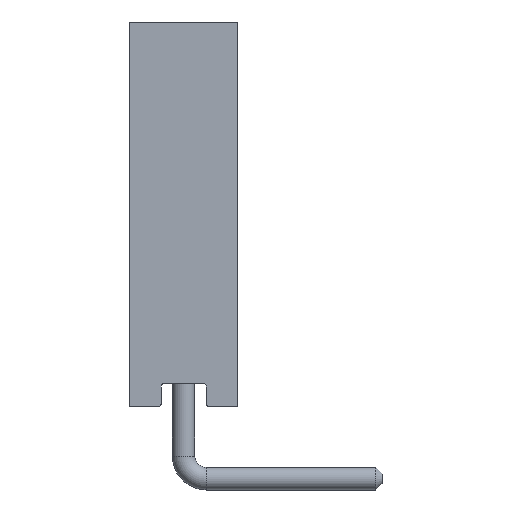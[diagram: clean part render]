
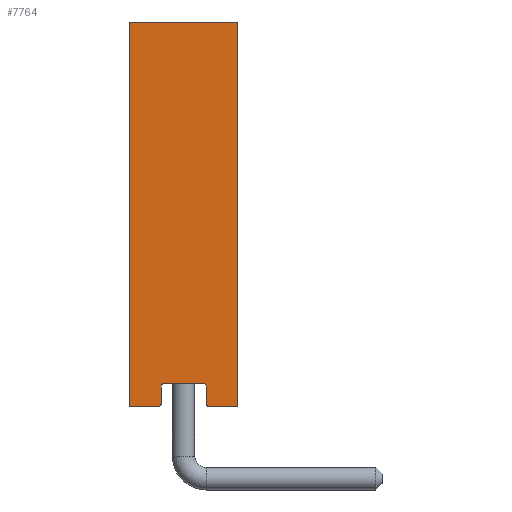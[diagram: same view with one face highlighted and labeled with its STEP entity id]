
A CAD part, left-side view. The second image highlights one B-rep face of the part: STEP entity #7764.
In plain terms, the highlighted planar face has unit normal (-1, 0, 0).
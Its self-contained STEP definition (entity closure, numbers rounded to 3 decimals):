
#419=PLANE('',#8318);
#816=FACE_OUTER_BOUND('',#1320,.T.);
#1320=EDGE_LOOP('',(#5392,#5393,#5394,#5395,#5396,#5397,#5398,#5399,#5400,
#5401,#5402,#5403));
#1848=LINE('',#11952,#2487);
#1851=LINE('',#11958,#2490);
#1852=LINE('',#11962,#2491);
#1853=LINE('',#11966,#2492);
#1854=LINE('',#11970,#2493);
#1855=LINE('',#11972,#2494);
#1856=LINE('',#11974,#2495);
#1857=LINE('',#11975,#2496);
#2487=VECTOR('',#9312,10.);
#2490=VECTOR('',#9317,10.);
#2491=VECTOR('',#9320,10.);
#2492=VECTOR('',#9323,10.);
#2493=VECTOR('',#9326,10.);
#2494=VECTOR('',#9327,10.);
#2495=VECTOR('',#9328,10.);
#2496=VECTOR('',#9329,10.);
#3107=CIRCLE('',#8315,0.05);
#3109=CIRCLE('',#8319,0.05);
#3110=CIRCLE('',#8320,0.05);
#3111=CIRCLE('',#8321,0.05);
#3423=VERTEX_POINT('',#11942);
#3424=VERTEX_POINT('',#11943);
#3427=VERTEX_POINT('',#11951);
#3429=VERTEX_POINT('',#11957);
#3430=VERTEX_POINT('',#11959);
#3431=VERTEX_POINT('',#11961);
#3432=VERTEX_POINT('',#11963);
#3433=VERTEX_POINT('',#11965);
#3434=VERTEX_POINT('',#11967);
#3435=VERTEX_POINT('',#11969);
#3436=VERTEX_POINT('',#11971);
#3437=VERTEX_POINT('',#11973);
#4161=EDGE_CURVE('',#3423,#3424,#3107,.T.);
#4165=EDGE_CURVE('',#3424,#3427,#1848,.T.);
#4168=EDGE_CURVE('',#3423,#3429,#1851,.T.);
#4169=EDGE_CURVE('',#3430,#3429,#3109,.T.);
#4170=EDGE_CURVE('',#3430,#3431,#1852,.T.);
#4171=EDGE_CURVE('',#3432,#3431,#3110,.T.);
#4172=EDGE_CURVE('',#3432,#3433,#1853,.T.);
#4173=EDGE_CURVE('',#3434,#3433,#3111,.T.);
#4174=EDGE_CURVE('',#3435,#3434,#1854,.T.);
#4175=EDGE_CURVE('',#3435,#3436,#1855,.T.);
#4176=EDGE_CURVE('',#3437,#3436,#1856,.T.);
#4177=EDGE_CURVE('',#3427,#3437,#1857,.T.);
#5392=ORIENTED_EDGE('',*,*,#4161,.F.);
#5393=ORIENTED_EDGE('',*,*,#4168,.T.);
#5394=ORIENTED_EDGE('',*,*,#4169,.F.);
#5395=ORIENTED_EDGE('',*,*,#4170,.T.);
#5396=ORIENTED_EDGE('',*,*,#4171,.F.);
#5397=ORIENTED_EDGE('',*,*,#4172,.T.);
#5398=ORIENTED_EDGE('',*,*,#4173,.F.);
#5399=ORIENTED_EDGE('',*,*,#4174,.F.);
#5400=ORIENTED_EDGE('',*,*,#4175,.T.);
#5401=ORIENTED_EDGE('',*,*,#4176,.F.);
#5402=ORIENTED_EDGE('',*,*,#4177,.F.);
#5403=ORIENTED_EDGE('',*,*,#4165,.F.);
#7764=ADVANCED_FACE('',(#816),#419,.T.);
#8315=AXIS2_PLACEMENT_3D('',#11944,#9304,#9305);
#8318=AXIS2_PLACEMENT_3D('',#11956,#9315,#9316);
#8319=AXIS2_PLACEMENT_3D('',#11960,#9318,#9319);
#8320=AXIS2_PLACEMENT_3D('',#11964,#9321,#9322);
#8321=AXIS2_PLACEMENT_3D('',#11968,#9324,#9325);
#9304=DIRECTION('center_axis',(1.,0.,0.));
#9305=DIRECTION('ref_axis',(0.,-0.707,-0.707));
#9312=DIRECTION('',(0.,1.,0.));
#9315=DIRECTION('center_axis',(-1.,0.,0.));
#9316=DIRECTION('ref_axis',(0.,-1.,0.));
#9317=DIRECTION('',(0.,0.,1.));
#9318=DIRECTION('center_axis',(-1.,0.,0.));
#9319=DIRECTION('ref_axis',(0.,0.707,0.707));
#9320=DIRECTION('',(0.,-1.,0.));
#9321=DIRECTION('center_axis',(-1.,0.,0.));
#9322=DIRECTION('ref_axis',(0.,-0.707,0.707));
#9323=DIRECTION('',(0.,0.,-1.));
#9324=DIRECTION('center_axis',(1.,0.,0.));
#9325=DIRECTION('ref_axis',(0.,0.707,-0.707));
#9326=DIRECTION('',(0.,1.,0.));
#9327=DIRECTION('',(0.,0.,1.));
#9328=DIRECTION('',(0.,-1.,0.));
#9329=DIRECTION('',(0.,0.,1.));
#11942=CARTESIAN_POINT('',(0.,-0.7,0.05));
#11943=CARTESIAN_POINT('',(0.,-0.65,0.));
#11944=CARTESIAN_POINT('Origin',(0.,-0.65,0.05));
#11951=CARTESIAN_POINT('',(0.,0.,0.));
#11952=CARTESIAN_POINT('',(0.,-2.4,0.));
#11956=CARTESIAN_POINT('Origin',(0.,0.,0.));
#11957=CARTESIAN_POINT('',(0.,-0.7,0.45));
#11958=CARTESIAN_POINT('',(0.,-0.7,0.));
#11959=CARTESIAN_POINT('',(0.,-0.75,0.5));
#11960=CARTESIAN_POINT('Origin',(0.,-0.75,0.45));
#11961=CARTESIAN_POINT('',(0.,-1.65,0.5));
#11962=CARTESIAN_POINT('',(0.,-0.6,0.5));
#11963=CARTESIAN_POINT('',(0.,-1.7,0.45));
#11964=CARTESIAN_POINT('Origin',(0.,-1.65,0.45));
#11965=CARTESIAN_POINT('',(0.,-1.7,0.05));
#11966=CARTESIAN_POINT('',(0.,-1.7,0.));
#11967=CARTESIAN_POINT('',(0.,-1.75,0.));
#11968=CARTESIAN_POINT('Origin',(0.,-1.75,0.05));
#11969=CARTESIAN_POINT('',(0.,-2.4,0.));
#11970=CARTESIAN_POINT('',(0.,-2.4,0.));
#11971=CARTESIAN_POINT('',(0.,-2.4,8.5));
#11972=CARTESIAN_POINT('',(0.,-2.4,0.));
#11973=CARTESIAN_POINT('',(0.,0.,8.5));
#11974=CARTESIAN_POINT('',(0.,-2.4,8.5));
#11975=CARTESIAN_POINT('',(0.,0.,0.));
